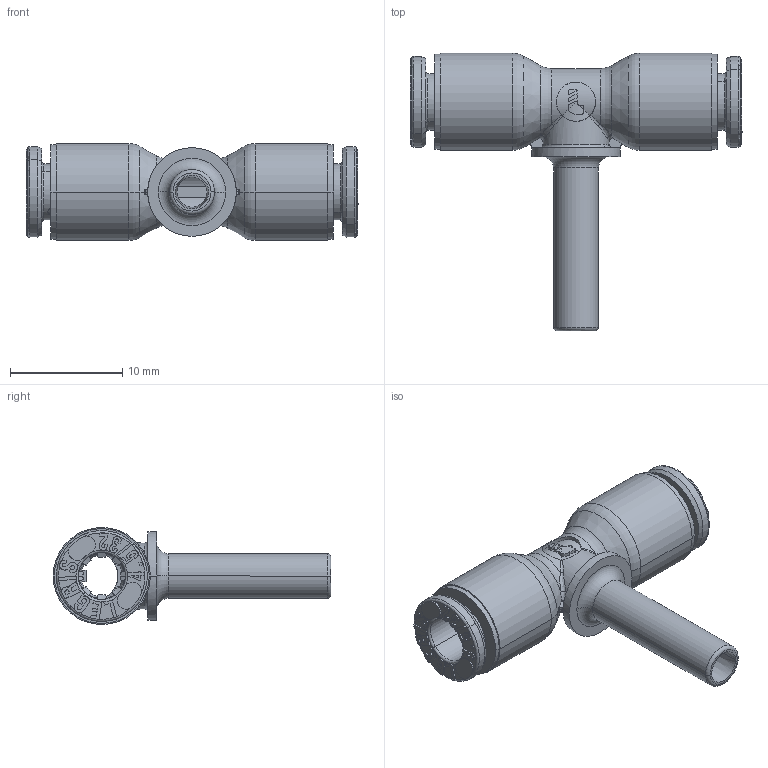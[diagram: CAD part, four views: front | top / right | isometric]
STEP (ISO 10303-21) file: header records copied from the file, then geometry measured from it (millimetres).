
FILE_DESCRIPTION(('STEP AP214'),'1');
FILE_NAME('6888_04_00.stp','2016-07-07T14:49:41',('TraceParts'),('TraceParts S.A.'),'Spatial InterOp 3D',' ',' ');
FILE_SCHEMA(('automotive_design'));
Length unit declared in the file: millimetre
Products named in the file (11): 6888 04 00|44104-64_ASM_2265#44104-64_ASM|44104-26_2261#44104-26;Solide1; 6888 04 00|44104-64_ASM_2265#44104-64_ASM|44104_2262#44104;Solide1; 6888 04 00|44104-64_ASM_2265#44104-64_ASM|44104-27_2263#44104-27;Solide1; 6888 04 00|44104-64_ASM_2265#44104-64_ASM|44124-20_2264#44124-20;Solide1; 6888 04 00|44104-64_ASM_2266#44104-64_ASM|44104-26_2261#44104-26;Solide1; 6888 04 00|44104-64_ASM_2266#44104-64_ASM|44104_2262#44104;Solide1; 6888 04 00|44104-64_ASM_2266#44104-64_ASM|44104-27_2263#44104-27;Solide1; 6888 04 00|44104-64_ASM_2266#44104-64_ASM|44124-20_2264#44124-20;Solide1; 6888 04 00|44524-70_2260#44524-70;Solide1; 6888 04 00|44104-11-10_ASS_2267#44104-11-10_ASS;Solide1; 6888 04 00|44104-11-10_ASS_2268#44104-11-10_ASS;Solide1
Bounding box: 29.58 x 24.73 x 8.65 mm (x, y, z)
Volume: 1088 mm3; surface area: 3075 mm2
Topology: 11 solids, 11 shells, 1334 faces, 3440 edges, 2151 vertices
Faces by surface type: plane 410, bspline 344, cylinder 242, torus 194, cone 136, sphere 8
Entity records: 60020 total; most frequent: CARTESIAN_POINT 17899, ORIENTED_EDGE 6864, DIRECTION 6105, EDGE_CURVE 3432, AXIS2_PLACEMENT_3D 2330, VERTEX_POINT 2151, LINE 1445, VECTOR 1445
